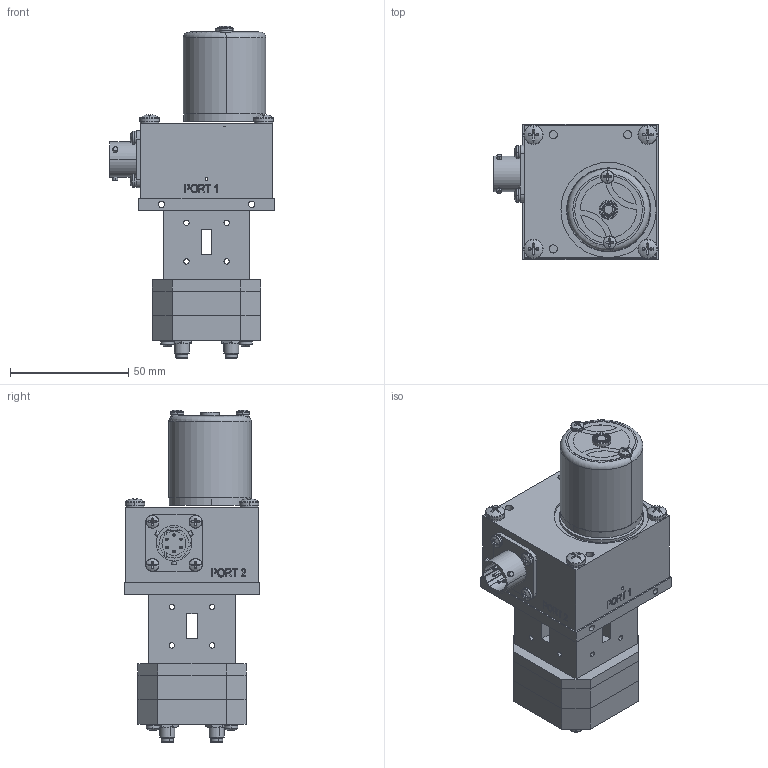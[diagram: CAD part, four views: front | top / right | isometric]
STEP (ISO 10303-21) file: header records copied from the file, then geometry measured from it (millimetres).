
FILE_DESCRIPTION (( 'STEP AP203' ), '1' );
FILE_NAME ('KSAP.STEP', '2016-06-17T15:29:19', ( '' ), ( '' ), 'SwSTEP 2.0', 'SolidWorks 2016', '' );
FILE_SCHEMA (( 'CONFIG_CONTROL_DESIGN' ));
Length unit declared in the file: inch
Products named in the file (1): KSAP
Bounding box: 69.44 x 57.15 x 140.32 mm (x, y, z)
Surface area: 43576.1 mm2 (no closed solid volume)
Topology: 0 solids, 114 shells, 905 faces, 3841 edges, 3015 vertices
Faces by surface type: plane 514, cylinder 198, bspline 71, cone 48, torus 46, sphere 28
Entity records: 51546 total; most frequent: CARTESIAN_POINT 21711, DIRECTION 5602, ORIENTED_EDGE 5416, EDGE_CURVE 3841, VERTEX_POINT 3015, LINE 2102, VECTOR 2102, AXIS2_PLACEMENT_3D 1750
